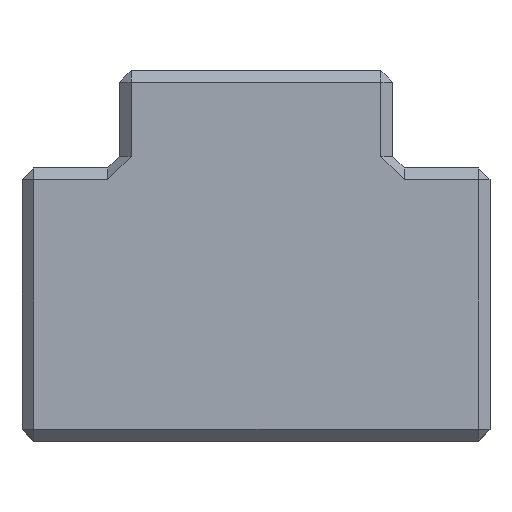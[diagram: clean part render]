
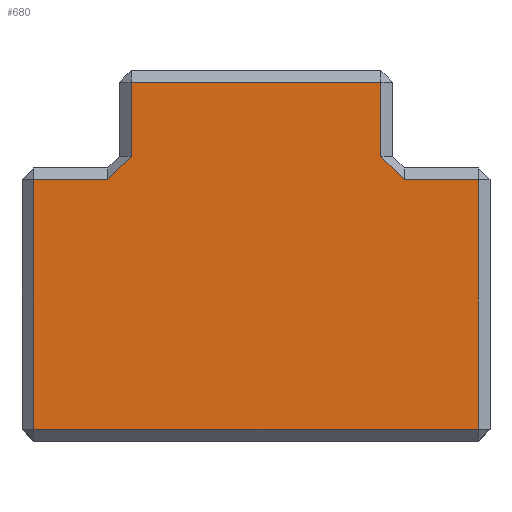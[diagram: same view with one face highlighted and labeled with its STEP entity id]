
A CAD part, top view. The second image highlights one B-rep face of the part: STEP entity #680.
In plain terms, the highlighted planar face has unit normal (0, 0, 1).
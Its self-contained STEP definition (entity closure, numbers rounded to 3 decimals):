
#640=AXIS2_PLACEMENT_3D('Plane Axis2P3D',#637,#638,#639) ;
#107=CARTESIAN_POINT('Line Origine',(9.341,88.942,16.1)) ;
#111=CARTESIAN_POINT('Vertex',(10.141,88.142,16.1)) ;
#113=CARTESIAN_POINT('Vertex',(8.541,89.742,16.1)) ;
#213=CARTESIAN_POINT('Vertex',(15.207,88.142,16.1)) ;
#216=CARTESIAN_POINT('Line Origine',(-0.4,88.142,16.1)) ;
#311=CARTESIAN_POINT('Line Origine',(8.541,82.935,16.1)) ;
#315=CARTESIAN_POINT('Vertex',(8.541,94.809,16.1)) ;
#465=CARTESIAN_POINT('Vertex',(-8.541,94.809,16.1)) ;
#468=CARTESIAN_POINT('Line Origine',(-0.4,94.809,16.1)) ;
#567=CARTESIAN_POINT('Vertex',(-8.541,89.742,16.1)) ;
#570=CARTESIAN_POINT('Line Origine',(-8.541,82.535,16.1)) ;
#587=CARTESIAN_POINT('Line Origine',(-9.341,88.942,16.1)) ;
#591=CARTESIAN_POINT('Vertex',(-10.141,88.142,16.1)) ;
#637=CARTESIAN_POINT('Axis2P3D Location',(0.,0.,16.1)) ;
#642=CARTESIAN_POINT('Line Origine',(15.207,79.602,16.1)) ;
#646=CARTESIAN_POINT('Vertex',(15.207,71.061,16.1)) ;
#649=CARTESIAN_POINT('Line Origine',(-12.674,88.142,16.1)) ;
#653=CARTESIAN_POINT('Vertex',(-15.207,88.142,16.1)) ;
#656=CARTESIAN_POINT('Line Origine',(-15.207,79.602,16.1)) ;
#660=CARTESIAN_POINT('Vertex',(-15.207,71.061,16.1)) ;
#663=CARTESIAN_POINT('Line Origine',(0.,71.061,16.1)) ;
#108=DIRECTION('Vector Direction',(-0.707,0.707,0.)) ;
#217=DIRECTION('Vector Direction',(-1.,0.,0.)) ;
#312=DIRECTION('Vector Direction',(0.,-1.,0.)) ;
#469=DIRECTION('Vector Direction',(-1.,0.,0.)) ;
#571=DIRECTION('Vector Direction',(0.,-1.,0.)) ;
#588=DIRECTION('Vector Direction',(-0.707,-0.707,0.)) ;
#638=DIRECTION('Axis2P3D Direction',(0.,0.,1.)) ;
#639=DIRECTION('Axis2P3D XDirection',(1.,0.,0.)) ;
#643=DIRECTION('Vector Direction',(0.,1.,0.)) ;
#650=DIRECTION('Vector Direction',(1.,0.,0.)) ;
#657=DIRECTION('Vector Direction',(0.,-1.,0.)) ;
#664=DIRECTION('Vector Direction',(1.,0.,0.)) ;
#109=VECTOR('Line Direction',#108,1.) ;
#218=VECTOR('Line Direction',#217,1.) ;
#313=VECTOR('Line Direction',#312,1.) ;
#470=VECTOR('Line Direction',#469,1.) ;
#572=VECTOR('Line Direction',#571,1.) ;
#589=VECTOR('Line Direction',#588,1.) ;
#644=VECTOR('Line Direction',#643,1.) ;
#651=VECTOR('Line Direction',#650,1.) ;
#658=VECTOR('Line Direction',#657,1.) ;
#665=VECTOR('Line Direction',#664,1.) ;
#669=ORIENTED_EDGE('',*,*,#648,.T.) ;
#670=ORIENTED_EDGE('',*,*,#220,.F.) ;
#671=ORIENTED_EDGE('',*,*,#115,.T.) ;
#672=ORIENTED_EDGE('',*,*,#317,.T.) ;
#673=ORIENTED_EDGE('',*,*,#472,.T.) ;
#674=ORIENTED_EDGE('',*,*,#574,.F.) ;
#675=ORIENTED_EDGE('',*,*,#593,.T.) ;
#676=ORIENTED_EDGE('',*,*,#655,.T.) ;
#677=ORIENTED_EDGE('',*,*,#662,.T.) ;
#678=ORIENTED_EDGE('',*,*,#667,.T.) ;
#680=ADVANCED_FACE('Body.2',(#679),#641,.T.) ;
#115=EDGE_CURVE('',#112,#114,#110,.T.) ;
#220=EDGE_CURVE('',#112,#214,#219,.F.) ;
#317=EDGE_CURVE('',#114,#316,#314,.F.) ;
#472=EDGE_CURVE('',#316,#466,#471,.T.) ;
#574=EDGE_CURVE('',#568,#466,#573,.F.) ;
#593=EDGE_CURVE('',#568,#592,#590,.T.) ;
#648=EDGE_CURVE('',#647,#214,#645,.T.) ;
#655=EDGE_CURVE('',#592,#654,#652,.F.) ;
#662=EDGE_CURVE('',#654,#661,#659,.T.) ;
#667=EDGE_CURVE('',#661,#647,#666,.T.) ;
#668=EDGE_LOOP('',(#669,#670,#671,#672,#673,#674,#675,#676,#677,#678)) ;
#679=FACE_OUTER_BOUND('',#668,.T.) ;
#110=LINE('Line',#107,#109) ;
#219=LINE('Line',#216,#218) ;
#314=LINE('Line',#311,#313) ;
#471=LINE('Line',#468,#470) ;
#573=LINE('Line',#570,#572) ;
#590=LINE('Line',#587,#589) ;
#645=LINE('Line',#642,#644) ;
#652=LINE('Line',#649,#651) ;
#659=LINE('Line',#656,#658) ;
#666=LINE('Line',#663,#665) ;
#641=PLANE('',#640) ;
#112=VERTEX_POINT('',#111) ;
#114=VERTEX_POINT('',#113) ;
#214=VERTEX_POINT('',#213) ;
#316=VERTEX_POINT('',#315) ;
#466=VERTEX_POINT('',#465) ;
#568=VERTEX_POINT('',#567) ;
#592=VERTEX_POINT('',#591) ;
#647=VERTEX_POINT('',#646) ;
#654=VERTEX_POINT('',#653) ;
#661=VERTEX_POINT('',#660) ;
